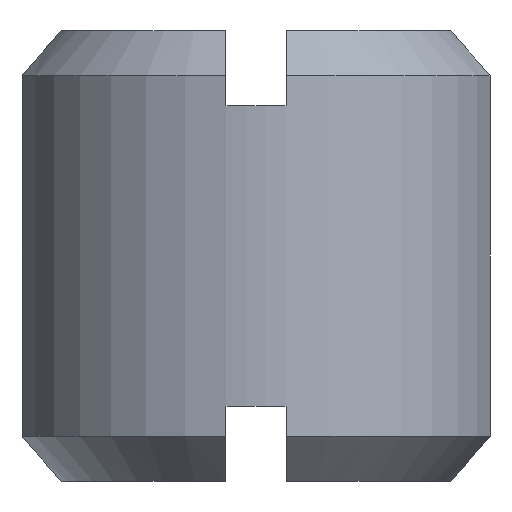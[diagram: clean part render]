
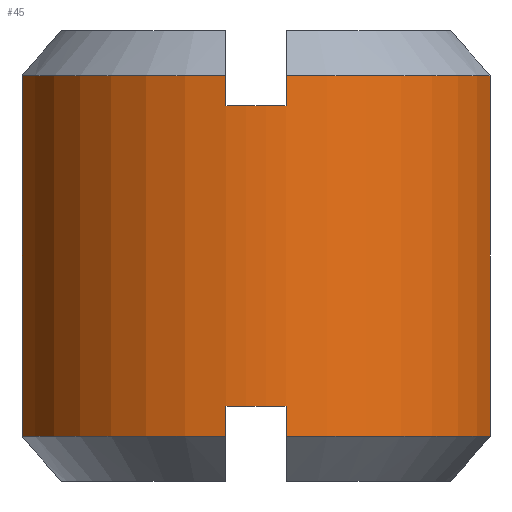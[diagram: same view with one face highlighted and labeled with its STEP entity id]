
A CAD part, left-side view. The second image highlights one B-rep face of the part: STEP entity #45.
In plain terms, the highlighted cylindrical face has radius 8 mm (diameter 16 mm), a partial arc.
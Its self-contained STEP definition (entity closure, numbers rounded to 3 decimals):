
#10 = LINE ( 'NONE', #174, #659 ) ;
#13 = ORIENTED_EDGE ( 'NONE', *, *, #344, .F. ) ;
#18 = CARTESIAN_POINT ( 'NONE',  ( -7.937, -1., -2.5 ) ) ;
#29 = VERTEX_POINT ( 'NONE', #284 ) ;
#31 = DIRECTION ( 'NONE',  ( 0., 0., -1. ) ) ;
#45 = ADVANCED_FACE ( 'NONE', ( #396 ), #157, .T. ) ;
#60 = DIRECTION ( 'NONE',  ( 0., 0., 1. ) ) ;
#76 = AXIS2_PLACEMENT_3D ( 'NONE', #392, #401, #609 ) ;
#87 = VECTOR ( 'NONE', #95, 1000. ) ;
#95 = DIRECTION ( 'NONE',  ( 0., 0., 1. ) ) ;
#96 = CIRCLE ( 'NONE', #76, 8. ) ;
#108 = DIRECTION ( 'NONE',  ( 0., 0., 1. ) ) ;
#127 = DIRECTION ( 'NONE',  ( 1., 0., 0. ) ) ;
#151 = AXIS2_PLACEMENT_3D ( 'NONE', #480, #60, #555 ) ;
#155 = LINE ( 'NONE', #195, #739 ) ;
#157 = CYLINDRICAL_SURFACE ( 'NONE', #193, 8. ) ;
#169 = VERTEX_POINT ( 'NONE', #18 ) ;
#173 = AXIS2_PLACEMENT_3D ( 'NONE', #393, #465, #876 ) ;
#174 = CARTESIAN_POINT ( 'NONE',  ( -7.937, -1., 0. ) ) ;
#182 = CARTESIAN_POINT ( 'NONE',  ( -7.937, -1., -12.5 ) ) ;
#193 = AXIS2_PLACEMENT_3D ( 'NONE', #631, #775, #634 ) ;
#195 = CARTESIAN_POINT ( 'NONE',  ( -7.937, 1., 0. ) ) ;
#213 = ORIENTED_EDGE ( 'NONE', *, *, #326, .F. ) ;
#224 = CIRCLE ( 'NONE', #726, 8. ) ;
#228 = CARTESIAN_POINT ( 'NONE',  ( 0., 0., -2.5 ) ) ;
#230 = EDGE_CURVE ( 'NONE', #869, #586, #651, .T. ) ;
#235 = VERTEX_POINT ( 'NONE', #387 ) ;
#251 = DIRECTION ( 'NONE',  ( 0., 0., -1. ) ) ;
#255 = VERTEX_POINT ( 'NONE', #663 ) ;
#259 = CARTESIAN_POINT ( 'NONE',  ( -1.796, 7.796, -13.5 ) ) ;
#264 = CARTESIAN_POINT ( 'NONE',  ( -1.796, 7.796, 0. ) ) ;
#268 = VERTEX_POINT ( 'NONE', #589 ) ;
#284 = CARTESIAN_POINT ( 'NONE',  ( -1.796, -7.796, -1.5 ) ) ;
#293 = EDGE_CURVE ( 'NONE', #410, #268, #10, .T. ) ;
#297 = EDGE_CURVE ( 'NONE', #540, #410, #96, .T. ) ;
#315 = AXIS2_PLACEMENT_3D ( 'NONE', #351, #627, #127 ) ;
#317 = CARTESIAN_POINT ( 'NONE',  ( -7.937, 1., -12.5 ) ) ;
#322 = ORIENTED_EDGE ( 'NONE', *, *, #293, .T. ) ;
#326 = EDGE_CURVE ( 'NONE', #762, #432, #874, .T. ) ;
#340 = EDGE_CURVE ( 'NONE', #432, #586, #797, .T. ) ;
#344 = EDGE_CURVE ( 'NONE', #29, #752, #548, .T. ) ;
#351 = CARTESIAN_POINT ( 'NONE',  ( 0., 0., -13.5 ) ) ;
#353 = VECTOR ( 'NONE', #251, 1000. ) ;
#377 = EDGE_CURVE ( 'NONE', #255, #540, #155, .T. ) ;
#385 = VECTOR ( 'NONE', #602, 1000. ) ;
#387 = CARTESIAN_POINT ( 'NONE',  ( -7.937, -1., -1.5 ) ) ;
#392 = CARTESIAN_POINT ( 'NONE',  ( 0., 0., -12.5 ) ) ;
#393 = CARTESIAN_POINT ( 'NONE',  ( 0., 0., -1.5 ) ) ;
#396 = FACE_OUTER_BOUND ( 'NONE', #893, .T. ) ;
#401 = DIRECTION ( 'NONE',  ( 0., 0., 1. ) ) ;
#402 = CARTESIAN_POINT ( 'NONE',  ( -1.796, -7.796, -13.5 ) ) ;
#408 = EDGE_CURVE ( 'NONE', #762, #255, #428, .T. ) ;
#410 = VERTEX_POINT ( 'NONE', #182 ) ;
#428 = CIRCLE ( 'NONE', #315, 8. ) ;
#432 = VERTEX_POINT ( 'NONE', #547 ) ;
#435 = EDGE_CURVE ( 'NONE', #268, #752, #719, .T. ) ;
#465 = DIRECTION ( 'NONE',  ( 0., 0., 1. ) ) ;
#475 = ORIENTED_EDGE ( 'NONE', *, *, #230, .T. ) ;
#479 = DIRECTION ( 'NONE',  ( 1., 0., 0. ) ) ;
#480 = CARTESIAN_POINT ( 'NONE',  ( 0., 0., -13.5 ) ) ;
#483 = EDGE_CURVE ( 'NONE', #169, #869, #224, .T. ) ;
#510 = ORIENTED_EDGE ( 'NONE', *, *, #377, .T. ) ;
#524 = CARTESIAN_POINT ( 'NONE',  ( -7.937, 1., 0. ) ) ;
#537 = DIRECTION ( 'NONE',  ( 0., 0., -1. ) ) ;
#540 = VERTEX_POINT ( 'NONE', #317 ) ;
#547 = CARTESIAN_POINT ( 'NONE',  ( -1.796, 7.796, -1.5 ) ) ;
#548 = LINE ( 'NONE', #679, #821 ) ;
#553 = EDGE_CURVE ( 'NONE', #235, #169, #613, .T. ) ;
#555 = DIRECTION ( 'NONE',  ( 1., 0., 0. ) ) ;
#557 = CARTESIAN_POINT ( 'NONE',  ( 0., 0., -1.5 ) ) ;
#567 = DIRECTION ( 'NONE',  ( -1., 0., 0. ) ) ;
#583 = CARTESIAN_POINT ( 'NONE',  ( -7.937, -1., 0. ) ) ;
#586 = VERTEX_POINT ( 'NONE', #743 ) ;
#589 = CARTESIAN_POINT ( 'NONE',  ( -7.937, -1., -13.5 ) ) ;
#602 = DIRECTION ( 'NONE',  ( 0., 0., 1. ) ) ;
#608 = ORIENTED_EDGE ( 'NONE', *, *, #408, .T. ) ;
#609 = DIRECTION ( 'NONE',  ( 1., 0., 0. ) ) ;
#613 = LINE ( 'NONE', #583, #353 ) ;
#627 = DIRECTION ( 'NONE',  ( 0., 0., 1. ) ) ;
#631 = CARTESIAN_POINT ( 'NONE',  ( 0., 0., 0. ) ) ;
#634 = DIRECTION ( 'NONE',  ( 1., 0., 0. ) ) ;
#651 = LINE ( 'NONE', #524, #87 ) ;
#659 = VECTOR ( 'NONE', #31, 1000. ) ;
#663 = CARTESIAN_POINT ( 'NONE',  ( -7.937, 1., -13.5 ) ) ;
#679 = CARTESIAN_POINT ( 'NONE',  ( -1.796, -7.796, 0. ) ) ;
#685 = ORIENTED_EDGE ( 'NONE', *, *, #553, .T. ) ;
#719 = CIRCLE ( 'NONE', #151, 8. ) ;
#726 = AXIS2_PLACEMENT_3D ( 'NONE', #228, #839, #567 ) ;
#733 = ORIENTED_EDGE ( 'NONE', *, *, #435, .T. ) ;
#739 = VECTOR ( 'NONE', #108, 1000. ) ;
#743 = CARTESIAN_POINT ( 'NONE',  ( -7.937, 1., -1.5 ) ) ;
#752 = VERTEX_POINT ( 'NONE', #402 ) ;
#762 = VERTEX_POINT ( 'NONE', #259 ) ;
#770 = DIRECTION ( 'NONE',  ( 0., 0., 1. ) ) ;
#775 = DIRECTION ( 'NONE',  ( 0., 0., 1. ) ) ;
#776 = AXIS2_PLACEMENT_3D ( 'NONE', #557, #770, #479 ) ;
#797 = CIRCLE ( 'NONE', #173, 8. ) ;
#821 = VECTOR ( 'NONE', #537, 1000. ) ;
#822 = CIRCLE ( 'NONE', #776, 8. ) ;
#827 = ORIENTED_EDGE ( 'NONE', *, *, #483, .T. ) ;
#829 = CARTESIAN_POINT ( 'NONE',  ( -7.937, 1., -2.5 ) ) ;
#839 = DIRECTION ( 'NONE',  ( 0., 0., -1. ) ) ;
#852 = EDGE_CURVE ( 'NONE', #235, #29, #822, .T. ) ;
#858 = ORIENTED_EDGE ( 'NONE', *, *, #297, .T. ) ;
#868 = ORIENTED_EDGE ( 'NONE', *, *, #852, .F. ) ;
#869 = VERTEX_POINT ( 'NONE', #829 ) ;
#871 = ORIENTED_EDGE ( 'NONE', *, *, #340, .F. ) ;
#874 = LINE ( 'NONE', #264, #385 ) ;
#876 = DIRECTION ( 'NONE',  ( 1., 0., 0. ) ) ;
#893 = EDGE_LOOP ( 'NONE', ( #871, #213, #608, #510, #858, #322, #733, #13, #868, #685, #827, #475 ) ) ;
